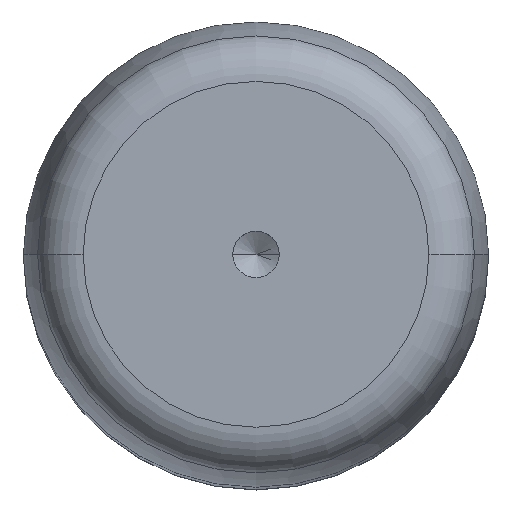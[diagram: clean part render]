
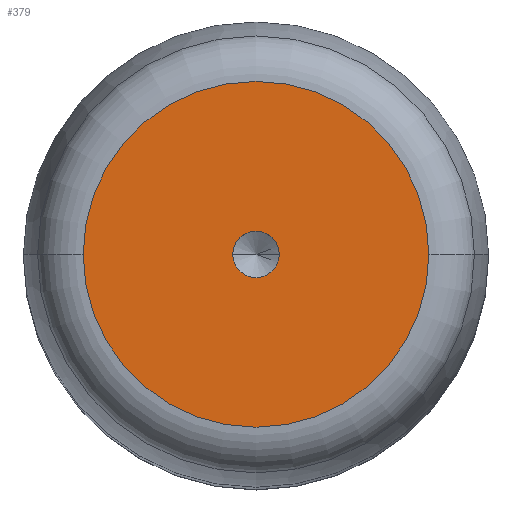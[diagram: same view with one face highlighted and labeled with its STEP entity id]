
A CAD part, top view. The second image highlights one B-rep face of the part: STEP entity #379.
In plain terms, the highlighted planar face has unit normal (0, 0, 1).
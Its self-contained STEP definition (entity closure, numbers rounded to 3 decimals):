
#41 = DIRECTION ( 'NONE',  ( 0., 0., 1. ) ) ;
#50 = ORIENTED_EDGE ( 'NONE', *, *, #164, .T. ) ;
#56 = CARTESIAN_POINT ( 'NONE',  ( 0., 0., 80. ) ) ;
#57 = ORIENTED_EDGE ( 'NONE', *, *, #137, .F. ) ;
#80 = CARTESIAN_POINT ( 'NONE',  ( 0., 0., 80. ) ) ;
#85 = DIRECTION ( 'NONE',  ( 1., 0., 0. ) ) ;
#111 = DIRECTION ( 'NONE',  ( 0., 0., 1. ) ) ;
#137 = EDGE_CURVE ( 'NONE', #636, #270, #234, .T. ) ;
#164 = EDGE_CURVE ( 'NONE', #284, #442, #306, .T. ) ;
#234 = CIRCLE ( 'NONE', #348, 1. ) ;
#244 = ORIENTED_EDGE ( 'NONE', *, *, #589, .F. ) ;
#251 = CARTESIAN_POINT ( 'NONE',  ( 1., 0., 80. ) ) ;
#270 = VERTEX_POINT ( 'NONE', #251 ) ;
#280 = EDGE_CURVE ( 'NONE', #442, #284, #523, .T. ) ;
#284 = VERTEX_POINT ( 'NONE', #446 ) ;
#296 = DIRECTION ( 'NONE',  ( 1., 0., 0. ) ) ;
#302 = AXIS2_PLACEMENT_3D ( 'NONE', #355, #346, #497 ) ;
#306 = CIRCLE ( 'NONE', #586, 7.432 ) ;
#346 = DIRECTION ( 'NONE',  ( 0., 0., 1. ) ) ;
#348 = AXIS2_PLACEMENT_3D ( 'NONE', #56, #111, #528 ) ;
#355 = CARTESIAN_POINT ( 'NONE',  ( 0., 0., 80. ) ) ;
#358 = PLANE ( 'NONE',  #386 ) ;
#362 = CARTESIAN_POINT ( 'NONE',  ( 0., 0., 80. ) ) ;
#378 = EDGE_LOOP ( 'NONE', ( #244, #57 ) ) ;
#379 = ADVANCED_FACE ( 'NONE', ( #396, #465 ), #358, .T. ) ;
#386 = AXIS2_PLACEMENT_3D ( 'NONE', #362, #555, #296 ) ;
#396 = FACE_BOUND ( 'NONE', #378, .T. ) ;
#416 = EDGE_LOOP ( 'NONE', ( #432, #50 ) ) ;
#432 = ORIENTED_EDGE ( 'NONE', *, *, #280, .T. ) ;
#442 = VERTEX_POINT ( 'NONE', #612 ) ;
#446 = CARTESIAN_POINT ( 'NONE',  ( -7.432, 0., 80. ) ) ;
#460 = AXIS2_PLACEMENT_3D ( 'NONE', #80, #654, #656 ) ;
#465 = FACE_OUTER_BOUND ( 'NONE', #416, .T. ) ;
#497 = DIRECTION ( 'NONE',  ( 1., 0., 0. ) ) ;
#523 = CIRCLE ( 'NONE', #302, 7.432 ) ;
#528 = DIRECTION ( 'NONE',  ( 1., 0., 0. ) ) ;
#547 = CARTESIAN_POINT ( 'NONE',  ( -1., 0., 80. ) ) ;
#555 = DIRECTION ( 'NONE',  ( 0., 0., 1. ) ) ;
#586 = AXIS2_PLACEMENT_3D ( 'NONE', #602, #41, #85 ) ;
#589 = EDGE_CURVE ( 'NONE', #270, #636, #659, .T. ) ;
#602 = CARTESIAN_POINT ( 'NONE',  ( 0., 0., 80. ) ) ;
#612 = CARTESIAN_POINT ( 'NONE',  ( 7.432, 0., 80. ) ) ;
#636 = VERTEX_POINT ( 'NONE', #547 ) ;
#654 = DIRECTION ( 'NONE',  ( 0., 0., 1. ) ) ;
#656 = DIRECTION ( 'NONE',  ( 1., 0., 0. ) ) ;
#659 = CIRCLE ( 'NONE', #460, 1. ) ;
